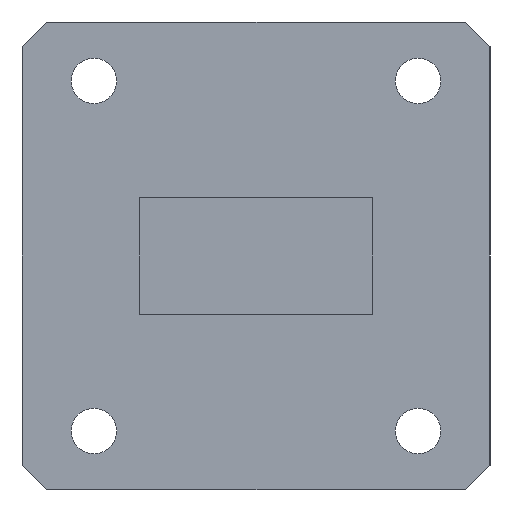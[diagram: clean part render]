
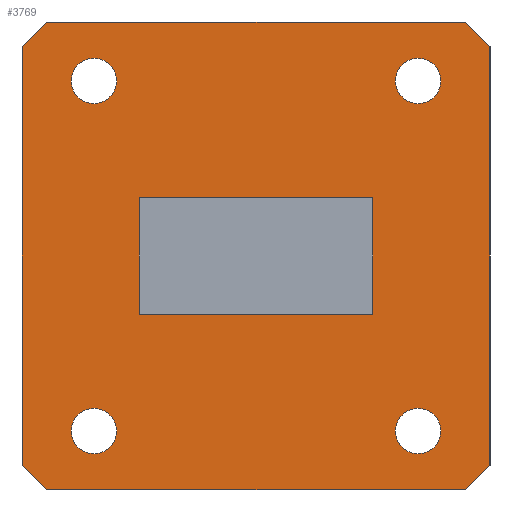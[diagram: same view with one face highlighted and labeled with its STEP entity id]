
A CAD part, left-side view. The second image highlights one B-rep face of the part: STEP entity #3769.
In plain terms, the highlighted planar face has unit normal (-1, 0, 0).
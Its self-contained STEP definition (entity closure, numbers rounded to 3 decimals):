
#3769=ADVANCED_FACE('',(#14099,#14101,#14103,#14105,#14107,#14109),#14111,.T.);
#14099=FACE_BOUND('',#14100,.T.);
#14100=EDGE_LOOP('',(#25706,#25707,#25708,#25709,#25710,#25711,#25712,#25713));
#14101=FACE_BOUND('',#14102,.T.);
#14102=EDGE_LOOP('',(#25714,#25715,#25716,#25717));
#14103=FACE_BOUND('',#14104,.T.);
#14104=EDGE_LOOP('',(#25718));
#14105=FACE_BOUND('',#14106,.T.);
#14106=EDGE_LOOP('',(#25719));
#14107=FACE_BOUND('',#14108,.T.);
#14108=EDGE_LOOP('',(#25720));
#14109=FACE_BOUND('',#14110,.T.);
#14110=EDGE_LOOP('',(#25721));
#14111=PLANE('',#14112);
#14112=AXIS2_PLACEMENT_3D('',#14113,#14114,#14115);
#14113=CARTESIAN_POINT('',(-37.3,0.,0.));
#14114=DIRECTION('',(-1.,0.,0.));
#14115=DIRECTION('',(0.,0.,1.));
#25706=ORIENTED_EDGE('',*,*,#30980,.F.);
#25707=ORIENTED_EDGE('',*,*,#31026,.T.);
#25708=ORIENTED_EDGE('',*,*,#31027,.F.);
#25709=ORIENTED_EDGE('',*,*,#31028,.T.);
#25710=ORIENTED_EDGE('',*,*,#30982,.T.);
#25711=ORIENTED_EDGE('',*,*,#30998,.T.);
#25712=ORIENTED_EDGE('',*,*,#30986,.T.);
#25713=ORIENTED_EDGE('',*,*,#30996,.T.);
#25714=ORIENTED_EDGE('',*,*,#30993,.T.);
#25715=ORIENTED_EDGE('',*,*,#31029,.T.);
#25716=ORIENTED_EDGE('',*,*,#30990,.T.);
#25717=ORIENTED_EDGE('',*,*,#30533,.F.);
#25718=ORIENTED_EDGE('',*,*,#30523,.T.);
#25719=ORIENTED_EDGE('',*,*,#30525,.T.);
#25720=ORIENTED_EDGE('',*,*,#30475,.T.);
#25721=ORIENTED_EDGE('',*,*,#30473,.T.);
#30473=EDGE_CURVE('',#33888,#33888,#33889,.T.);
#30475=EDGE_CURVE('',#33892,#33892,#33893,.T.);
#30523=EDGE_CURVE('',#33988,#33988,#33989,.T.);
#30525=EDGE_CURVE('',#33992,#33992,#33993,.T.);
#30533=EDGE_CURVE('',#34007,#34002,#34009,.T.);
#30980=EDGE_CURVE('',#34894,#34896,#34897,.T.);
#30982=EDGE_CURVE('',#34899,#34900,#34901,.T.);
#30986=EDGE_CURVE('',#34907,#34908,#34909,.T.);
#30990=EDGE_CURVE('',#34915,#34002,#34916,.T.);
#30993=EDGE_CURVE('',#34007,#34920,#34921,.T.);
#30996=EDGE_CURVE('',#34908,#34896,#34925,.T.);
#30998=EDGE_CURVE('',#34900,#34907,#34927,.T.);
#31026=EDGE_CURVE('',#34894,#34971,#34972,.T.);
#31027=EDGE_CURVE('',#34973,#34971,#34974,.T.);
#31028=EDGE_CURVE('',#34973,#34899,#34975,.T.);
#31029=EDGE_CURVE('',#34920,#34915,#34976,.T.);
#33888=VERTEX_POINT('',#45924);
#33889=CIRCLE('',#45925,1.85);
#33892=VERTEX_POINT('',#45934);
#33893=CIRCLE('',#45935,1.85);
#33988=VERTEX_POINT('',#47586);
#33989=CIRCLE('',#47587,1.85);
#33992=VERTEX_POINT('',#47596);
#33993=CIRCLE('',#47597,1.85);
#34002=VERTEX_POINT('',#47621);
#34007=VERTEX_POINT('',#47630);
#34009=LINE('',#47634,#47635);
#34894=VERTEX_POINT('',#54632);
#34896=VERTEX_POINT('',#54636);
#34897=LINE('',#54637,#54638);
#34899=VERTEX_POINT('',#54643);
#34900=VERTEX_POINT('',#54644);
#34901=LINE('',#54645,#54646);
#34907=VERTEX_POINT('',#54659);
#34908=VERTEX_POINT('',#54660);
#34909=LINE('',#54661,#54662);
#34915=VERTEX_POINT('',#54675);
#34916=LINE('',#54676,#54677);
#34920=VERTEX_POINT('',#54686);
#34921=LINE('',#54687,#54688);
#34925=LINE('',#54697,#54698);
#34927=LINE('',#54703,#54704);
#34971=VERTEX_POINT('',#54811);
#34972=LINE('',#54812,#54813);
#34973=VERTEX_POINT('',#54815);
#34974=LINE('',#54816,#54817);
#34975=LINE('',#54819,#54820);
#34976=LINE('',#54822,#54823);
#45924=CARTESIAN_POINT('',(-37.3,-13.2,11.35));
#45925=AXIS2_PLACEMENT_3D('',#45926,#45927,#45928);
#45926=CARTESIAN_POINT('',(-37.3,-13.2,9.5));
#45927=DIRECTION('',(1.,-0.,-0.));
#45928=DIRECTION('',(0.,0.,1.));
#45934=CARTESIAN_POINT('',(-37.3,13.2,11.35));
#45935=AXIS2_PLACEMENT_3D('',#45936,#45937,#45938);
#45936=CARTESIAN_POINT('',(-37.3,13.2,9.5));
#45937=DIRECTION('',(1.,-0.,-0.));
#45938=DIRECTION('',(0.,0.,1.));
#47586=CARTESIAN_POINT('',(-37.3,13.2,-17.15));
#47587=AXIS2_PLACEMENT_3D('',#47588,#47589,#47590);
#47588=CARTESIAN_POINT('',(-37.3,13.2,-19.));
#47589=DIRECTION('',(1.,-0.,-0.));
#47590=DIRECTION('',(0.,0.,1.));
#47596=CARTESIAN_POINT('',(-37.3,-13.2,-17.15));
#47597=AXIS2_PLACEMENT_3D('',#47598,#47599,#47600);
#47598=CARTESIAN_POINT('',(-37.3,-13.2,-19.));
#47599=DIRECTION('',(1.,-0.,-0.));
#47600=DIRECTION('',(0.,0.,1.));
#47621=CARTESIAN_POINT('',(-37.3,-9.5,-9.5));
#47630=CARTESIAN_POINT('',(-37.3,9.5,-9.5));
#47634=CARTESIAN_POINT('',(-37.3,9.5,-9.5));
#47635=VECTOR('',#47636,1.);
#47636=DIRECTION('',(0.,-1.,0.));
#54632=CARTESIAN_POINT('',(-37.3,-19.05,12.3));
#54636=CARTESIAN_POINT('',(-37.3,-19.05,-21.8));
#54637=CARTESIAN_POINT('',(-37.3,-19.05,12.3));
#54638=VECTOR('',#54639,1.);
#54639=DIRECTION('',(0.,0.,-1.));
#54643=CARTESIAN_POINT('',(-37.3,19.05,12.3));
#54644=CARTESIAN_POINT('',(-37.3,19.05,-21.8));
#54645=CARTESIAN_POINT('',(-37.3,19.05,12.3));
#54646=VECTOR('',#54647,1.);
#54647=DIRECTION('',(0.,0.,-1.));
#54659=CARTESIAN_POINT('',(-37.3,17.05,-23.8));
#54660=CARTESIAN_POINT('',(-37.3,-17.05,-23.8));
#54661=CARTESIAN_POINT('',(-37.3,17.05,-23.8));
#54662=VECTOR('',#54663,1.);
#54663=DIRECTION('',(0.,-1.,0.));
#54675=CARTESIAN_POINT('',(-37.3,-9.5,0.));
#54676=CARTESIAN_POINT('',(-37.3,-9.5,0.));
#54677=VECTOR('',#54678,1.);
#54678=DIRECTION('',(0.,0.,-1.));
#54686=CARTESIAN_POINT('',(-37.3,9.5,0.));
#54687=CARTESIAN_POINT('',(-37.3,9.5,-9.5));
#54688=VECTOR('',#54689,1.);
#54689=DIRECTION('',(0.,0.,1.));
#54697=CARTESIAN_POINT('',(-37.3,-17.05,-23.8));
#54698=VECTOR('',#54699,1.);
#54699=DIRECTION('',(0.,-0.707,0.707));
#54703=CARTESIAN_POINT('',(-37.3,19.05,-21.8));
#54704=VECTOR('',#54705,1.);
#54705=DIRECTION('',(0.,-0.707,-0.707));
#54811=CARTESIAN_POINT('',(-37.3,-17.05,14.3));
#54812=CARTESIAN_POINT('',(-37.3,-19.05,12.3));
#54813=VECTOR('',#54814,1.);
#54814=DIRECTION('',(0.,0.707,0.707));
#54815=CARTESIAN_POINT('',(-37.3,17.05,14.3));
#54816=CARTESIAN_POINT('',(-37.3,17.05,14.3));
#54817=VECTOR('',#54818,1.);
#54818=DIRECTION('',(0.,-1.,0.));
#54819=CARTESIAN_POINT('',(-37.3,17.05,14.3));
#54820=VECTOR('',#54821,1.);
#54821=DIRECTION('',(0.,0.707,-0.707));
#54822=CARTESIAN_POINT('',(-37.3,9.5,0.));
#54823=VECTOR('',#54824,1.);
#54824=DIRECTION('',(0.,-1.,0.));
